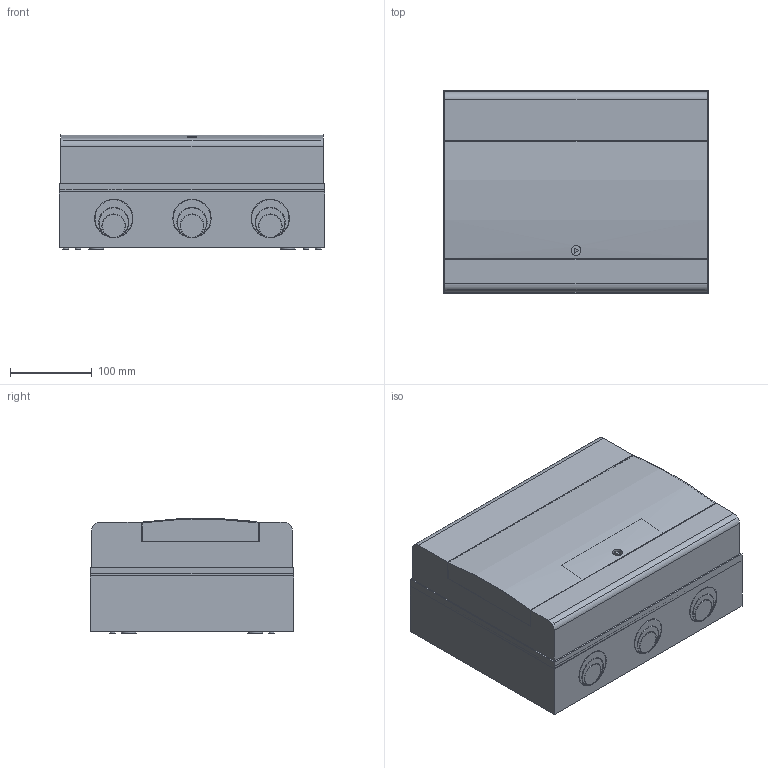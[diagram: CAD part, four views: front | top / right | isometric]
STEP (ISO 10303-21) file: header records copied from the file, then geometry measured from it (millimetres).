
FILE_DESCRIPTION (( 'STEP AP203' ), '1' );
FILE_NAME ('MKP73-N-16-66 帎砅-16 IP66.STEP', '2016-10-18T07:25:35', ( '' ), ( '' ), 'SwSTEP 2.0', 'SolidWorks 2014', '' );
FILE_SCHEMA (( 'CONFIG_CONTROL_DESIGN' ));
Length unit declared in the file: millimetre
Products named in the file (1): MKP73-N-16-66 帎砅-16 IP66
Bounding box: 326 x 250 x 140.94 mm (x, y, z)
Volume: 1427521.9 mm3; surface area: 932522.4 mm2
Topology: 9 solids, 9 shells, 1449 faces, 3861 edges, 2583 vertices
Faces by surface type: plane 1023, cylinder 280, cone 144, torus 2
Full cylindrical faces by diameter (mm): 2.5 x12, 4 x42, 5 x44, 6 x4, 7 x12, 10 x2, 11.5 x4, 12 x1, 13 x6, 14 x4, 18 x8, 28 x6, 47 x6
Entity records: 43997 total; most frequent: CARTESIAN_POINT 9328, DIRECTION 7140, ORIENTED_EDGE 6858, EDGE_CURVE 3429, AXIS2_PLACEMENT_3D 2604, VERTEX_POINT 2414, EDGE_LOOP 1951, LINE 1932
